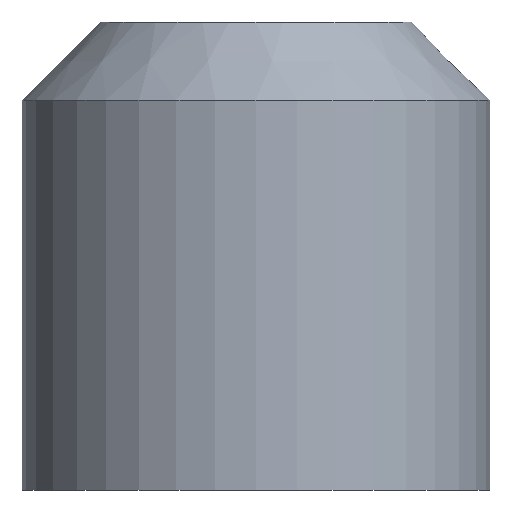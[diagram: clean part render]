
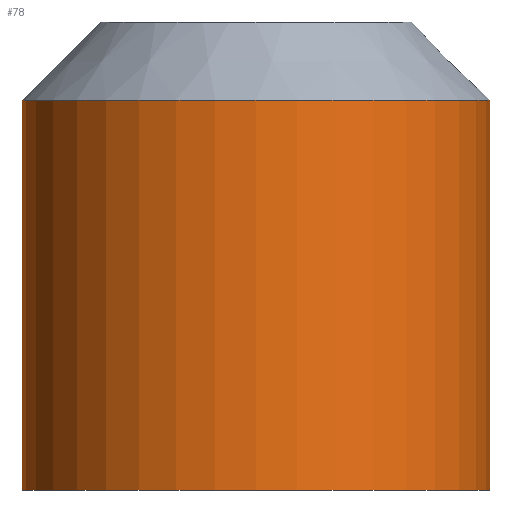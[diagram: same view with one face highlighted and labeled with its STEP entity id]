
A CAD part, front view. The second image highlights one B-rep face of the part: STEP entity #78.
In plain terms, the highlighted cylindrical face has radius 9.525 mm (diameter 19.05 mm), a full revolution.
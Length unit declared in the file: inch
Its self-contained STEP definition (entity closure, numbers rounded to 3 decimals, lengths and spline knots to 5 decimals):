
#22=FACE_BOUND('',#38,.T.);
#28=FACE_OUTER_BOUND('',#37,.T.);
#37=EDGE_LOOP('',(#67));
#38=EDGE_LOOP('',(#68));
#46=CIRCLE('',#95,0.375);
#47=CIRCLE('',#97,0.375);
#52=VERTEX_POINT('',#137);
#53=VERTEX_POINT('',#140);
#58=EDGE_CURVE('',#52,#52,#46,.T.);
#59=EDGE_CURVE('',#53,#53,#47,.T.);
#67=ORIENTED_EDGE('',*,*,#59,.T.);
#68=ORIENTED_EDGE('',*,*,#58,.T.);
#74=CYLINDRICAL_SURFACE('',#96,0.375);
#78=ADVANCED_FACE('',(#28,#22),#74,.T.);
#95=AXIS2_PLACEMENT_3D('',#138,#115,#116);
#96=AXIS2_PLACEMENT_3D('',#139,#117,#118);
#97=AXIS2_PLACEMENT_3D('',#141,#119,#120);
#115=DIRECTION('center_axis',(0.,0.,-1.));
#116=DIRECTION('ref_axis',(-1.,0.,0.));
#117=DIRECTION('center_axis',(0.,0.,-1.));
#118=DIRECTION('ref_axis',(-1.,0.,0.));
#119=DIRECTION('center_axis',(0.,0.,1.));
#120=DIRECTION('ref_axis',(1.,0.,0.));
#137=CARTESIAN_POINT('',(-0.375,0.,-0.125));
#138=CARTESIAN_POINT('Origin',(0.,0.,-0.125));
#139=CARTESIAN_POINT('Origin',(0.,0.,0.));
#140=CARTESIAN_POINT('',(-0.375,0.,-0.75));
#141=CARTESIAN_POINT('Origin',(0.,0.,-0.75));
